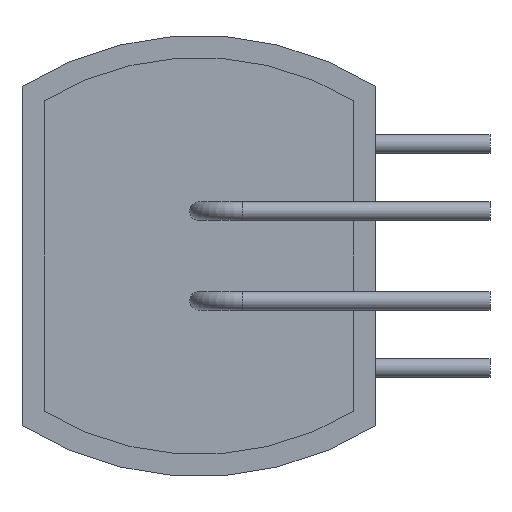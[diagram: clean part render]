
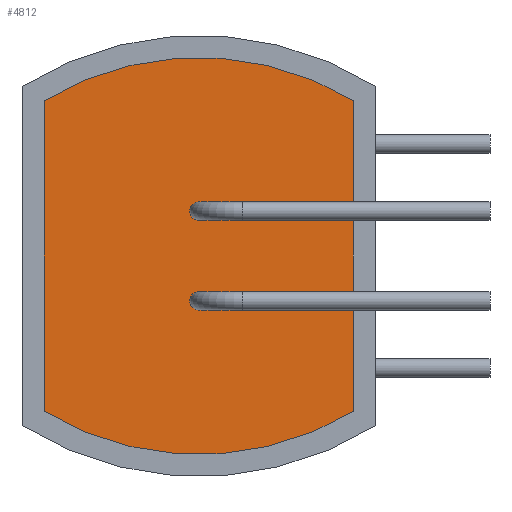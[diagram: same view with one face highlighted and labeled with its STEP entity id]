
A CAD part, front view. The second image highlights one B-rep face of the part: STEP entity #4812.
In plain terms, the highlighted planar face has unit normal (0, -1, 0).
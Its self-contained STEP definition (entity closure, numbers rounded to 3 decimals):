
#4478 = VERTEX_POINT('',#4479);
#4479 = CARTESIAN_POINT('',(3.5,-4.99,3.522));
#4485 = EDGE_CURVE('',#4478,#4486,#4488,.T.);
#4486 = VERTEX_POINT('',#4487);
#4487 = CARTESIAN_POINT('',(-3.5,-4.99,3.522));
#4488 = CIRCLE('',#4489,6.75);
#4489 = AXIS2_PLACEMENT_3D('',#4490,#4491,#4492);
#4490 = CARTESIAN_POINT('',(0.,-4.99,-2.25));
#4491 = DIRECTION('',(0.,-1.,0.));
#4492 = DIRECTION('',(1.,0.,0.));
#4510 = EDGE_CURVE('',#4486,#4511,#4513,.T.);
#4511 = VERTEX_POINT('',#4512);
#4512 = CARTESIAN_POINT('',(-3.5,-4.99,-3.522));
#4513 = LINE('',#4514,#4515);
#4514 = CARTESIAN_POINT('',(-3.5,-4.99,3.522));
#4515 = VECTOR('',#4516,1.);
#4516 = DIRECTION('',(0.,0.,-1.));
#4534 = EDGE_CURVE('',#4511,#4535,#4537,.T.);
#4535 = VERTEX_POINT('',#4536);
#4536 = CARTESIAN_POINT('',(3.5,-4.99,-3.522));
#4537 = CIRCLE('',#4538,6.75);
#4538 = AXIS2_PLACEMENT_3D('',#4539,#4540,#4541);
#4539 = CARTESIAN_POINT('',(0.,-4.99,2.25));
#4540 = DIRECTION('',(0.,-1.,0.));
#4541 = DIRECTION('',(1.,0.,0.));
#4559 = EDGE_CURVE('',#4478,#4535,#4560,.T.);
#4560 = LINE('',#4561,#4562);
#4561 = CARTESIAN_POINT('',(3.5,-4.99,3.522));
#4562 = VECTOR('',#4563,1.);
#4563 = DIRECTION('',(0.,0.,-1.));
#4812 = ADVANCED_FACE('',(#4813,#4819,#4830),#4841,.T.);
#4813 = FACE_BOUND('',#4814,.T.);
#4814 = EDGE_LOOP('',(#4815,#4816,#4817,#4818));
#4815 = ORIENTED_EDGE('',*,*,#4485,.T.);
#4816 = ORIENTED_EDGE('',*,*,#4510,.T.);
#4817 = ORIENTED_EDGE('',*,*,#4534,.T.);
#4818 = ORIENTED_EDGE('',*,*,#4559,.F.);
#4819 = FACE_BOUND('',#4820,.T.);
#4820 = EDGE_LOOP('',(#4821));
#4821 = ORIENTED_EDGE('',*,*,#4822,.F.);
#4822 = EDGE_CURVE('',#4823,#4823,#4825,.T.);
#4823 = VERTEX_POINT('',#4824);
#4824 = CARTESIAN_POINT('',(0.208,-4.99,1.018));
#4825 = CIRCLE('',#4826,0.208);
#4826 = AXIS2_PLACEMENT_3D('',#4827,#4828,#4829);
#4827 = CARTESIAN_POINT('',(0.,-4.99,1.018));
#4828 = DIRECTION('',(0.,-1.,0.));
#4829 = DIRECTION('',(1.,0.,0.));
#4830 = FACE_BOUND('',#4831,.T.);
#4831 = EDGE_LOOP('',(#4832));
#4832 = ORIENTED_EDGE('',*,*,#4833,.F.);
#4833 = EDGE_CURVE('',#4834,#4834,#4836,.T.);
#4834 = VERTEX_POINT('',#4835);
#4835 = CARTESIAN_POINT('',(0.208,-4.99,-1.018));
#4836 = CIRCLE('',#4837,0.208);
#4837 = AXIS2_PLACEMENT_3D('',#4838,#4839,#4840);
#4838 = CARTESIAN_POINT('',(0.,-4.99,-1.018));
#4839 = DIRECTION('',(0.,-1.,0.));
#4840 = DIRECTION('',(1.,0.,0.));
#4841 = PLANE('',#4842);
#4842 = AXIS2_PLACEMENT_3D('',#4843,#4844,#4845);
#4843 = CARTESIAN_POINT('',(0.,-4.99,0.
    ));
#4844 = DIRECTION('',(0.,-1.,0.));
#4845 = DIRECTION('',(0.,0.,-1.));
